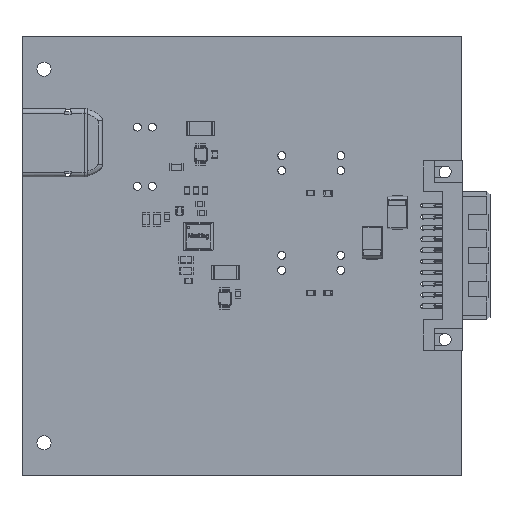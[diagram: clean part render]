
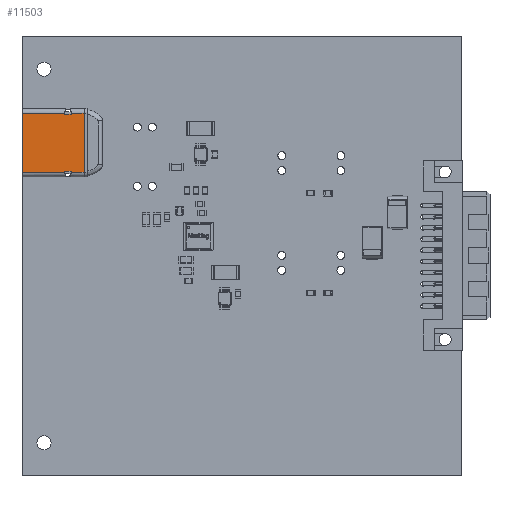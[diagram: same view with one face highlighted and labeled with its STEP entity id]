
A CAD part, top view. The second image highlights one B-rep face of the part: STEP entity #11503.
In plain terms, the highlighted face is planar.
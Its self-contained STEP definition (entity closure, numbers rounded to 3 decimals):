
#8668 = VERTEX_POINT('',#8669);
#8669 = CARTESIAN_POINT('',(-6.75,8.4,-10.35));
#8676 = EDGE_CURVE('',#8677,#8668,#8679,.T.);
#8677 = VERTEX_POINT('',#8678);
#8678 = CARTESIAN_POINT('',(6.75,8.4,-10.35));
#8679 = LINE('',#8680,#8681);
#8680 = CARTESIAN_POINT('',(-6.75,8.4,-10.35));
#8681 = VECTOR('',#8682,1.);
#8682 = DIRECTION('',(-1.,0.,0.));
#9623 = VERTEX_POINT('',#9624);
#9624 = CARTESIAN_POINT('',(6.75,8.4,-0.75));
#9631 = EDGE_CURVE('',#9623,#9632,#9634,.T.);
#9632 = VERTEX_POINT('',#9633);
#9633 = CARTESIAN_POINT('',(6.5,8.4,-0.75));
#9634 = LINE('',#9635,#9636);
#9635 = CARTESIAN_POINT('',(7.,8.4,-0.75));
#9636 = VECTOR('',#9637,1.);
#9637 = DIRECTION('',(-1.,0.,0.));
#9656 = EDGE_CURVE('',#9632,#9657,#9659,.T.);
#9657 = VERTEX_POINT('',#9658);
#9658 = CARTESIAN_POINT('',(6.5,8.4,0.75));
#9659 = LINE('',#9660,#9661);
#9660 = CARTESIAN_POINT('',(6.5,8.4,-0.75));
#9661 = VECTOR('',#9662,1.);
#9662 = DIRECTION('',(0.,0.,1.));
#9680 = VERTEX_POINT('',#9681);
#9681 = CARTESIAN_POINT('',(6.75,8.4,0.75));
#9698 = EDGE_CURVE('',#9657,#9680,#9699,.T.);
#9699 = LINE('',#9700,#9701);
#9700 = CARTESIAN_POINT('',(7.,8.4,0.75));
#9701 = VECTOR('',#9702,1.);
#9702 = DIRECTION('',(1.,0.,0.));
#9875 = VERTEX_POINT('',#9876);
#9876 = CARTESIAN_POINT('',(-6.75,8.4,0.75));
#9883 = EDGE_CURVE('',#9875,#9884,#9886,.T.);
#9884 = VERTEX_POINT('',#9885);
#9885 = CARTESIAN_POINT('',(-6.5,8.4,0.75));
#9886 = LINE('',#9887,#9888);
#9887 = CARTESIAN_POINT('',(-7.,8.4,0.75));
#9888 = VECTOR('',#9889,1.);
#9889 = DIRECTION('',(1.,0.,0.));
#9908 = EDGE_CURVE('',#9884,#9909,#9911,.T.);
#9909 = VERTEX_POINT('',#9910);
#9910 = CARTESIAN_POINT('',(-6.5,8.4,-0.75));
#9911 = LINE('',#9912,#9913);
#9912 = CARTESIAN_POINT('',(-6.5,8.4,-0.75));
#9913 = VECTOR('',#9914,1.);
#9914 = DIRECTION('',(0.,0.,-1.));
#9932 = VERTEX_POINT('',#9933);
#9933 = CARTESIAN_POINT('',(-6.75,8.4,-0.75));
#9950 = EDGE_CURVE('',#9909,#9932,#9951,.T.);
#9951 = LINE('',#9952,#9953);
#9952 = CARTESIAN_POINT('',(-7.,8.4,-0.75));
#9953 = VECTOR('',#9954,1.);
#9954 = DIRECTION('',(-1.,0.,0.));
#11359 = VERTEX_POINT('',#11360);
#11360 = CARTESIAN_POINT('',(6.75,8.4,3.7));
#11367 = EDGE_CURVE('',#11359,#11368,#11370,.T.);
#11368 = VERTEX_POINT('',#11369);
#11369 = CARTESIAN_POINT('',(-6.75,8.4,3.7));
#11370 = LINE('',#11371,#11372);
#11371 = CARTESIAN_POINT('',(-6.75,8.4,3.7));
#11372 = VECTOR('',#11373,1.);
#11373 = DIRECTION('',(-1.,0.,0.));
#11415 = EDGE_CURVE('',#8668,#9932,#11416,.T.);
#11416 = LINE('',#11417,#11418);
#11417 = CARTESIAN_POINT('',(-6.75,8.4,6.256));
#11418 = VECTOR('',#11419,1.);
#11419 = DIRECTION('',(0.,0.,1.));
#11446 = EDGE_CURVE('',#9623,#8677,#11447,.T.);
#11447 = LINE('',#11448,#11449);
#11448 = CARTESIAN_POINT('',(6.75,8.4,6.256));
#11449 = VECTOR('',#11450,1.);
#11450 = DIRECTION('',(0.,0.,-1.));
#11503 = ADVANCED_FACE('',(#11504),#11528,.T.);
#11504 = FACE_BOUND('',#11505,.T.);
#11505 = EDGE_LOOP('',(#11506,#11507,#11508,#11509,#11510,#11511,#11512,
    #11513,#11514,#11515,#11521,#11522));
#11506 = ORIENTED_EDGE('',*,*,#9698,.F.);
#11507 = ORIENTED_EDGE('',*,*,#9656,.F.);
#11508 = ORIENTED_EDGE('',*,*,#9631,.F.);
#11509 = ORIENTED_EDGE('',*,*,#11446,.T.);
#11510 = ORIENTED_EDGE('',*,*,#8676,.T.);
#11511 = ORIENTED_EDGE('',*,*,#11415,.T.);
#11512 = ORIENTED_EDGE('',*,*,#9950,.F.);
#11513 = ORIENTED_EDGE('',*,*,#9908,.F.);
#11514 = ORIENTED_EDGE('',*,*,#9883,.F.);
#11515 = ORIENTED_EDGE('',*,*,#11516,.T.);
#11516 = EDGE_CURVE('',#9875,#11368,#11517,.T.);
#11517 = LINE('',#11518,#11519);
#11518 = CARTESIAN_POINT('',(-6.75,8.4,6.256));
#11519 = VECTOR('',#11520,1.);
#11520 = DIRECTION('',(0.,0.,1.));
#11521 = ORIENTED_EDGE('',*,*,#11367,.F.);
#11522 = ORIENTED_EDGE('',*,*,#11523,.T.);
#11523 = EDGE_CURVE('',#11359,#9680,#11524,.T.);
#11524 = LINE('',#11525,#11526);
#11525 = CARTESIAN_POINT('',(6.75,8.4,6.256));
#11526 = VECTOR('',#11527,1.);
#11527 = DIRECTION('',(0.,0.,-1.));
#11528 = PLANE('',#11529);
#11529 = AXIS2_PLACEMENT_3D('',#11530,#11531,#11532);
#11530 = CARTESIAN_POINT('',(6.839,8.4,6.256));
#11531 = DIRECTION('',(0.,1.,0.));
#11532 = DIRECTION('',(-1.,0.,0.));
